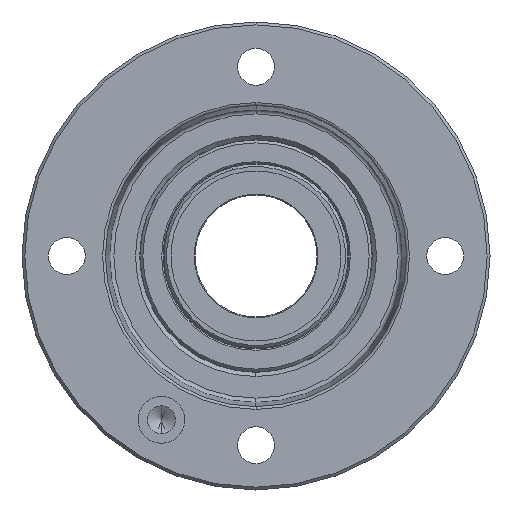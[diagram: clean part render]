
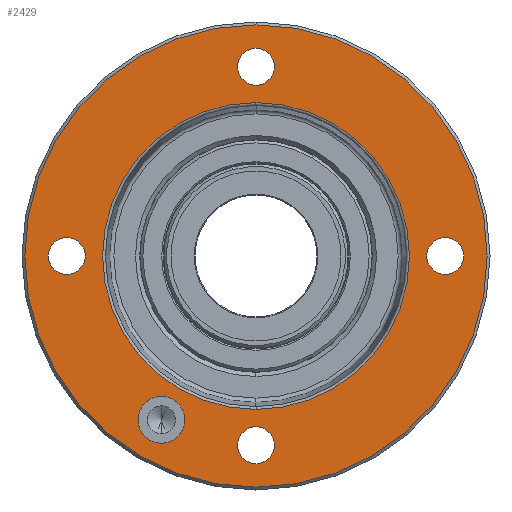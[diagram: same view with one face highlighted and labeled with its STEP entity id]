
A CAD part, left-side view. The second image highlights one B-rep face of the part: STEP entity #2429.
In plain terms, the highlighted planar face has unit normal (-1, 0, 0).
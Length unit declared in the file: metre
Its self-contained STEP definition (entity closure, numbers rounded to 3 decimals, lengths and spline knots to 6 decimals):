
#1507 = CARTESIAN_POINT ( 'NONE',  ( 0., 0., 0.0602 ) ) ;
#1515 = DIRECTION ( 'NONE',  ( 0., 0., -1. ) ) ;
#1516 = DIRECTION ( 'NONE',  ( 1., 0., 0. ) ) ;
#1528 = CARTESIAN_POINT ( 'NONE',  ( 0., 0., 0.0732 ) ) ;
#1531 = CARTESIAN_POINT ( 'NONE',  ( 0., 0., 0.0667 ) ) ;
#1537 = AXIS2_PLACEMENT_3D ( 'NONE', #1531, #1516, #1515 ) ;
#1538 = CIRCLE ( 'NONE', #1537, 0.0065 ) ;
#1619 = CIRCLE ( 'NONE', #1632, 0.0815 ) ;
#1627 = CARTESIAN_POINT ( 'NONE',  ( 0., 0., 0. ) ) ;
#1629 = DIRECTION ( 'NONE',  ( 0., 0., -1. ) ) ;
#1630 = DIRECTION ( 'NONE',  ( -1., 0., 0. ) ) ;
#1632 = AXIS2_PLACEMENT_3D ( 'NONE', #1627, #1630, #1629 ) ;
#1902 = VERTEX_POINT ( 'NONE', #3940 ) ;
#1903 = EDGE_CURVE ( 'NONE', #1917, #1902, #3952, .T. ) ;
#1917 = VERTEX_POINT ( 'NONE', #4017 ) ;
#1942 = VERTEX_POINT ( 'NONE', #4258 ) ;
#1943 = VERTEX_POINT ( 'NONE', #4262 ) ;
#1944 = EDGE_CURVE ( 'NONE', #1942, #1943, #3870, .T. ) ;
#2336 = VERTEX_POINT ( 'NONE', #4068 ) ;
#2337 = EDGE_CURVE ( 'NONE', #2381, #2383, #4056, .T. ) ;
#2381 = VERTEX_POINT ( 'NONE', #4136 ) ;
#2382 = EDGE_CURVE ( 'NONE', #2406, #2336, #4186, .T. ) ;
#2383 = VERTEX_POINT ( 'NONE', #4127 ) ;
#2406 = VERTEX_POINT ( 'NONE', #4230 ) ;
#2409 = ORIENTED_EDGE ( 'NONE', *, *, #2337, .F. ) ;
#2410 = EDGE_LOOP ( 'NONE', ( #2433, #2439 ) ) ;
#2411 = EDGE_CURVE ( 'NONE', #2336, #2406, #4207, .T. ) ;
#2412 = ORIENTED_EDGE ( 'NONE', *, *, #1944, .T. ) ;
#2413 = ORIENTED_EDGE ( 'NONE', *, *, #2425, .T. ) ;
#2414 = ORIENTED_EDGE ( 'NONE', *, *, #2382, .T. ) ;
#2416 = EDGE_LOOP ( 'NONE', ( #2444, #2435 ) ) ;
#2417 = EDGE_LOOP ( 'NONE', ( #2413, #2420 ) ) ;
#2418 = EDGE_LOOP ( 'NONE', ( #2414, #2423 ) ) ;
#2420 = ORIENTED_EDGE ( 'NONE', *, *, #5490, .T. ) ;
#2422 = EDGE_LOOP ( 'NONE', ( #2428, #2409 ) ) ;
#2423 = ORIENTED_EDGE ( 'NONE', *, *, #2411, .T. ) ;
#2424 = EDGE_CURVE ( 'NONE', #2383, #2381, #4244, .T. ) ;
#2425 = EDGE_CURVE ( 'NONE', #5465, #5366, #4093, .T. ) ;
#2428 = ORIENTED_EDGE ( 'NONE', *, *, #2424, .F. ) ;
#2429 = ADVANCED_FACE ( 'NONE', ( #4162, #4085, #4091, #4050, #4128, #4163, #4090 ), #4274, .F. ) ;
#2430 = EDGE_LOOP ( 'NONE', ( #2441, #2445 ) ) ;
#2431 = EDGE_CURVE ( 'NONE', #1902, #1917, #4254, .T. ) ;
#2432 = EDGE_LOOP ( 'NONE', ( #2442, #2412 ) ) ;
#2433 = ORIENTED_EDGE ( 'NONE', *, *, #2431, .T. ) ;
#2435 = ORIENTED_EDGE ( 'NONE', *, *, #5302, .T. ) ;
#2437 = EDGE_CURVE ( 'NONE', #5303, #5305, #4273, .T. ) ;
#2439 = ORIENTED_EDGE ( 'NONE', *, *, #1903, .T. ) ;
#2440 = EDGE_CURVE ( 'NONE', #1943, #1942, #4288, .T. ) ;
#2441 = ORIENTED_EDGE ( 'NONE', *, *, #2473, .T. ) ;
#2442 = ORIENTED_EDGE ( 'NONE', *, *, #2440, .T. ) ;
#2444 = ORIENTED_EDGE ( 'NONE', *, *, #2437, .T. ) ;
#2445 = ORIENTED_EDGE ( 'NONE', *, *, #5341, .T. ) ;
#2473 = EDGE_CURVE ( 'NONE', #5339, #5336, #4398, .T. ) ;
#3870 = CIRCLE ( 'NONE', #3877, 0.0065 ) ;
#3877 = AXIS2_PLACEMENT_3D ( 'NONE', #3931, #3929, #3981 ) ;
#3929 = DIRECTION ( 'NONE',  ( 1., 0., 0. ) ) ;
#3931 = CARTESIAN_POINT ( 'NONE',  ( 0., -0.0667, 0. ) ) ;
#3940 = CARTESIAN_POINT ( 'NONE',  ( 0., 0., -0.0732 ) ) ;
#3952 = CIRCLE ( 'NONE', #3956, 0.0065 ) ;
#3955 = CARTESIAN_POINT ( 'NONE',  ( 0., 0., -0.0667 ) ) ;
#3956 = AXIS2_PLACEMENT_3D ( 'NONE', #3955, #3988, #3987 ) ;
#3981 = DIRECTION ( 'NONE',  ( 0., 0., -1. ) ) ;
#3987 = DIRECTION ( 'NONE',  ( 0., 0., -1. ) ) ;
#3988 = DIRECTION ( 'NONE',  ( 1., 0., 0. ) ) ;
#4017 = CARTESIAN_POINT ( 'NONE',  ( 0., 0., -0.0602 ) ) ;
#4050 = FACE_BOUND ( 'NONE', #2410, .T. ) ;
#4056 = CIRCLE ( 'NONE', #4060, 0.00825 ) ;
#4058 = DIRECTION ( 'NONE',  ( 0., 0., 1. ) ) ;
#4059 = DIRECTION ( 'NONE',  ( -1., 0., 0. ) ) ;
#4060 = AXIS2_PLACEMENT_3D ( 'NONE', #4065, #4059, #4058 ) ;
#4065 = CARTESIAN_POINT ( 'NONE',  ( 0., 0.03335, -0.057764 ) ) ;
#4068 = CARTESIAN_POINT ( 'NONE',  ( 0., 0., 0.054073 ) ) ;
#4070 = DIRECTION ( 'NONE',  ( 0., 0., -1. ) ) ;
#4072 = CARTESIAN_POINT ( 'NONE',  ( 0., 0., 0. ) ) ;
#4078 = AXIS2_PLACEMENT_3D ( 'NONE', #4072, #4079, #4070 ) ;
#4079 = DIRECTION ( 'NONE',  ( -1., 0., 0. ) ) ;
#4085 = FACE_BOUND ( 'NONE', #2418, .T. ) ;
#4090 = FACE_BOUND ( 'NONE', #2430, .T. ) ;
#4091 = FACE_OUTER_BOUND ( 'NONE', #2417, .T. ) ;
#4093 = CIRCLE ( 'NONE', #4078, 0.0815 ) ;
#4122 = DIRECTION ( 'NONE',  ( 0., 0., -1. ) ) ;
#4123 = DIRECTION ( 'NONE',  ( 1., 0., 0. ) ) ;
#4124 = CARTESIAN_POINT ( 'NONE',  ( 0., 0., 0. ) ) ;
#4127 = CARTESIAN_POINT ( 'NONE',  ( 0., 0.03335, -0.049514 ) ) ;
#4128 = FACE_BOUND ( 'NONE', #2432, .T. ) ;
#4136 = CARTESIAN_POINT ( 'NONE',  ( 0., 0.03335, -0.066014 ) ) ;
#4162 = FACE_BOUND ( 'NONE', #2422, .T. ) ;
#4163 = FACE_BOUND ( 'NONE', #2416, .T. ) ;
#4177 = AXIS2_PLACEMENT_3D ( 'NONE', #4124, #4123, #4122 ) ;
#4186 = CIRCLE ( 'NONE', #4177, 0.054073 ) ;
#4207 = CIRCLE ( 'NONE', #4237, 0.054073 ) ;
#4211 = DIRECTION ( 'NONE',  ( 1., 0., 0. ) ) ;
#4212 = CARTESIAN_POINT ( 'NONE',  ( 0., 0., 0. ) ) ;
#4224 = CARTESIAN_POINT ( 'NONE',  ( 0., 0.03335, -0.057764 ) ) ;
#4227 = DIRECTION ( 'NONE',  ( 0., 0., -1. ) ) ;
#4230 = CARTESIAN_POINT ( 'NONE',  ( 0., 0., -0.054073 ) ) ;
#4233 = DIRECTION ( 'NONE',  ( 0., 0., 1. ) ) ;
#4234 = DIRECTION ( 'NONE',  ( -1., 0., 0. ) ) ;
#4235 = AXIS2_PLACEMENT_3D ( 'NONE', #4224, #4234, #4233 ) ;
#4237 = AXIS2_PLACEMENT_3D ( 'NONE', #4212, #4211, #4227 ) ;
#4244 = CIRCLE ( 'NONE', #4235, 0.00825 ) ;
#4250 = AXIS2_PLACEMENT_3D ( 'NONE', #4293, #4268, #4267 ) ;
#4254 = CIRCLE ( 'NONE', #4284, 0.0065 ) ;
#4256 = AXIS2_PLACEMENT_3D ( 'NONE', #4278, #4282, #4280 ) ;
#4258 = CARTESIAN_POINT ( 'NONE',  ( 0., -0.0667, 0.0065 ) ) ;
#4259 = CARTESIAN_POINT ( 'NONE',  ( 0., 0.0825, 0. ) ) ;
#4262 = CARTESIAN_POINT ( 'NONE',  ( 0., -0.0667, -0.0065 ) ) ;
#4265 = DIRECTION ( 'NONE',  ( 0., 0., -1. ) ) ;
#4266 = DIRECTION ( 'NONE',  ( 0., 0., -1. ) ) ;
#4267 = DIRECTION ( 'NONE',  ( 0., 0., -1. ) ) ;
#4268 = DIRECTION ( 'NONE',  ( 1., 0., 0. ) ) ;
#4269 = CARTESIAN_POINT ( 'NONE',  ( 0., 0., -0.0667 ) ) ;
#4270 = AXIS2_PLACEMENT_3D ( 'NONE', #4259, #4275, #4265 ) ;
#4273 = CIRCLE ( 'NONE', #4250, 0.0065 ) ;
#4274 = PLANE ( 'NONE',  #4270 ) ;
#4275 = DIRECTION ( 'NONE',  ( 1., 0., 0. ) ) ;
#4278 = CARTESIAN_POINT ( 'NONE',  ( 0., -0.0667, 0. ) ) ;
#4279 = DIRECTION ( 'NONE',  ( 1., 0., 0. ) ) ;
#4280 = DIRECTION ( 'NONE',  ( 0., 0., -1. ) ) ;
#4282 = DIRECTION ( 'NONE',  ( 1., 0., 0. ) ) ;
#4284 = AXIS2_PLACEMENT_3D ( 'NONE', #4269, #4279, #4266 ) ;
#4288 = CIRCLE ( 'NONE', #4256, 0.0065 ) ;
#4293 = CARTESIAN_POINT ( 'NONE',  ( 0., 0., 0.0667 ) ) ;
#4339 = CARTESIAN_POINT ( 'NONE',  ( 0., 0.0667, 0. ) ) ;
#4358 = DIRECTION ( 'NONE',  ( 1., 0., 0. ) ) ;
#4386 = DIRECTION ( 'NONE',  ( 0., 0., -1. ) ) ;
#4398 = CIRCLE ( 'NONE', #4418, 0.0065 ) ;
#4418 = AXIS2_PLACEMENT_3D ( 'NONE', #4339, #4358, #4386 ) ;
#4605 = CARTESIAN_POINT ( 'NONE',  ( 0., 0., -0.0815 ) ) ;
#4633 = CARTESIAN_POINT ( 'NONE',  ( 0., 0.0667, 0.0065 ) ) ;
#4638 = CARTESIAN_POINT ( 'NONE',  ( 0., 0.0667, -0.0065 ) ) ;
#4662 = DIRECTION ( 'NONE',  ( 0., 0., -1. ) ) ;
#4663 = DIRECTION ( 'NONE',  ( 1., 0., 0. ) ) ;
#4664 = AXIS2_PLACEMENT_3D ( 'NONE', #4668, #4663, #4662 ) ;
#4665 = CIRCLE ( 'NONE', #4664, 0.0065 ) ;
#4668 = CARTESIAN_POINT ( 'NONE',  ( 0., 0.0667, 0. ) ) ;
#4683 = CARTESIAN_POINT ( 'NONE',  ( 0., 0., 0.0815 ) ) ;
#5302 = EDGE_CURVE ( 'NONE', #5305, #5303, #1538, .T. ) ;
#5303 = VERTEX_POINT ( 'NONE', #1507 ) ;
#5305 = VERTEX_POINT ( 'NONE', #1528 ) ;
#5336 = VERTEX_POINT ( 'NONE', #4633 ) ;
#5339 = VERTEX_POINT ( 'NONE', #4638 ) ;
#5341 = EDGE_CURVE ( 'NONE', #5336, #5339, #4665, .T. ) ;
#5366 = VERTEX_POINT ( 'NONE', #4683 ) ;
#5465 = VERTEX_POINT ( 'NONE', #4605 ) ;
#5490 = EDGE_CURVE ( 'NONE', #5366, #5465, #1619, .T. ) ;
